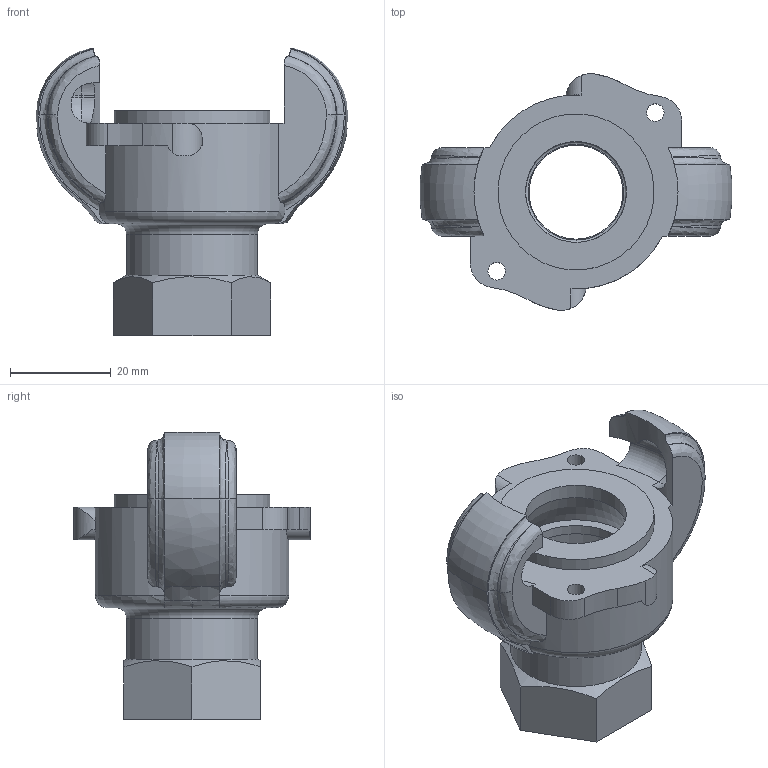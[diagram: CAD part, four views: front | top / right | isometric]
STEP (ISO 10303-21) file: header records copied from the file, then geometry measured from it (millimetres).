
FILE_DESCRIPTION(/* description */ (''),/* implementation_level */ '2;1');
FILE_NAME(/* name */ 'kia_12.stp',/* time_stamp */ '2020-04-08T12:22:15+02:00',/* author */ ('ertl'),/* organization */ (''),/* preprocessor_version */ 'ST-DEVELOPER v17',/* originating_system */ 'Autodesk Inventor 2018',/* authorisation */ '0 mm^3');
FILE_SCHEMA (('AUTOMOTIVE_DESIGN { 1 0 10303 214 3 1 1 }'));
Length unit declared in the file: millimetre
Products named in the file (1): kia_12
Bounding box: 61.89 x 47 x 57 mm (x, y, z)
Volume: 28154.7 mm3; surface area: 13883.6 mm2
Topology: 1 solids, 1 shells, 119 faces, 328 edges, 217 vertices
Faces by surface type: cylinder 35, plane 34, bspline 31, torus 17, cone 2
Full cylindrical faces by diameter (mm): 3.5 x2, 18.631 x1, 20 x2, 22 x1, 26 x1, 31 x1, 34 x1
Entity records: 5670 total; most frequent: CARTESIAN_POINT 2676, ORIENTED_EDGE 656, DIRECTION 503, EDGE_CURVE 328, VERTEX_POINT 217, AXIS2_PLACEMENT_3D 205, EDGE_LOOP 131, STYLED_ITEM 120
